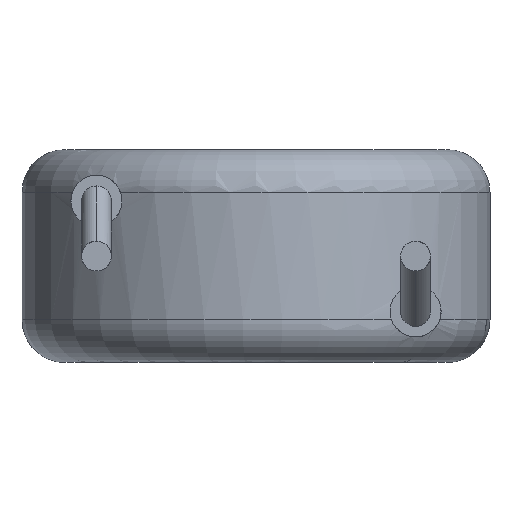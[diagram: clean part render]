
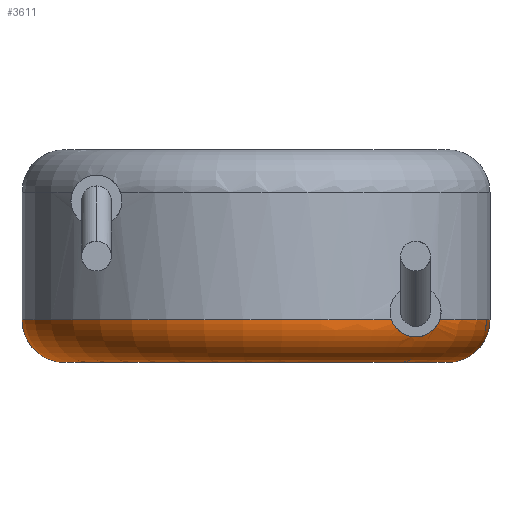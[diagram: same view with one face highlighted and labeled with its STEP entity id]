
A CAD part, front view. The second image highlights one B-rep face of the part: STEP entity #3611.
In plain terms, the highlighted toroidal (fillet/blend) face has major radius 4.5 mm and minor radius 1 mm.
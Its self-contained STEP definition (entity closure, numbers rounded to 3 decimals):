
#175 = EDGE_LOOP ( 'NONE', ( #3065, #3754, #2961, #3092, #1513, #278 ) ) ;
#230 = CIRCLE ( 'NONE', #3649, 5.5 ) ;
#276 = DIRECTION ( 'NONE',  ( 0., -1., 0. ) ) ;
#278 = ORIENTED_EDGE ( 'NONE', *, *, #2543, .F. ) ;
#289 = DIRECTION ( 'NONE',  ( 1., 0., 0. ) ) ;
#315 = CARTESIAN_POINT ( 'NONE',  ( -4.5, 0., 1. ) ) ;
#380 = EDGE_CURVE ( 'NONE', #1878, #3709, #456, .T. ) ;
#399 = CARTESIAN_POINT ( 'NONE',  ( 3.184, -4.484, 1. ) ) ;
#438 = CARTESIAN_POINT ( 'NONE',  ( 4.316, -3.41, 1. ) ) ;
#456 = CIRCLE ( 'NONE', #1593, 4.5 ) ;
#539 = CIRCLE ( 'NONE', #946, 1. ) ;
#768 = VERTEX_POINT ( 'NONE', #1939 ) ;
#815 = CIRCLE ( 'NONE', #1886, 1. ) ;
#887 = DIRECTION ( 'NONE',  ( 1., 0., 0. ) ) ;
#912 = CARTESIAN_POINT ( 'NONE',  ( 3.21, -4.466, 0.928 ) ) ;
#946 = AXIS2_PLACEMENT_3D ( 'NONE', #2084, #276, #3250 ) ;
#1017 = VERTEX_POINT ( 'NONE', #2794 ) ;
#1187 = AXIS2_PLACEMENT_3D ( 'NONE', #2958, #3019, #887 ) ;
#1196 = CARTESIAN_POINT ( 'NONE',  ( 3.246, -4.431, 0.868 ) ) ;
#1224 = CARTESIAN_POINT ( 'NONE',  ( 4.268, -3.47, 0.865 ) ) ;
#1283 = CARTESIAN_POINT ( 'NONE',  ( 5.5, 0., 1. ) ) ;
#1323 = CARTESIAN_POINT ( 'NONE',  ( 0., 0., 1. ) ) ;
#1344 = FACE_OUTER_BOUND ( 'NONE', #175, .T. ) ;
#1394 = DIRECTION ( 'NONE',  ( 0., 0., 1. ) ) ;
#1513 = ORIENTED_EDGE ( 'NONE', *, *, #3201, .T. ) ;
#1545 = CARTESIAN_POINT ( 'NONE',  ( -4.5, 0., 0. ) ) ;
#1593 = AXIS2_PLACEMENT_3D ( 'NONE', #3352, #3116, #1645 ) ;
#1645 = DIRECTION ( 'NONE',  ( 1., 0., 0. ) ) ;
#1700 = TOROIDAL_SURFACE ( 'NONE', #3477, 4.5, 1. ) ;
#1851 = CARTESIAN_POINT ( 'NONE',  ( 3.841, -3.82, 0.597 ) ) ;
#1854 = EDGE_CURVE ( 'NONE', #1905, #2814, #2853, .T. ) ;
#1865 = CARTESIAN_POINT ( 'NONE',  ( 3.374, -4.297, 0.729 ) ) ;
#1878 = VERTEX_POINT ( 'NONE', #2107 ) ;
#1886 = AXIS2_PLACEMENT_3D ( 'NONE', #315, #3251, #2648 ) ;
#1905 = VERTEX_POINT ( 'NONE', #438 ) ;
#1939 = CARTESIAN_POINT ( 'NONE',  ( -5.5, 0., 1. ) ) ;
#2068 = CARTESIAN_POINT ( 'NONE',  ( 3.517, -4.144, 0.636 ) ) ;
#2084 = CARTESIAN_POINT ( 'NONE',  ( 4.5, 0., 1. ) ) ;
#2107 = CARTESIAN_POINT ( 'NONE',  ( 4.5, 0., 0. ) ) ;
#2152 = EDGE_CURVE ( 'NONE', #3709, #768, #815, .T. ) ;
#2306 = CARTESIAN_POINT ( 'NONE',  ( 4.175, -3.541, 0.758 ) ) ;
#2404 = B_SPLINE_CURVE_WITH_KNOTS ( 'NONE', 3,
 ( #2686, #1224, #2306, #3488, #1851, #2979, #2068, #1865, #3031, #1196, #912, #399 ),
 .UNSPECIFIED., .F., .F.,
 ( 4, 2, 2, 2, 2, 4 ),
 ( 0., 0., 0.001, 0.001, 0.002, 0.002 ),
 .UNSPECIFIED. ) ;
#2514 = DIRECTION ( 'NONE',  ( 0., 0., 1. ) ) ;
#2543 = EDGE_CURVE ( 'NONE', #768, #1017, #230, .T. ) ;
#2648 = DIRECTION ( 'NONE',  ( -1., 0., 0. ) ) ;
#2686 = CARTESIAN_POINT ( 'NONE',  ( 4.316, -3.41, 1. ) ) ;
#2753 = EDGE_CURVE ( 'NONE', #1878, #2814, #539, .T. ) ;
#2794 = CARTESIAN_POINT ( 'NONE',  ( 3.184, -4.484, 1. ) ) ;
#2814 = VERTEX_POINT ( 'NONE', #1283 ) ;
#2853 = CIRCLE ( 'NONE', #1187, 5.5 ) ;
#2854 = DIRECTION ( 'NONE',  ( 1., 0., 0. ) ) ;
#2958 = CARTESIAN_POINT ( 'NONE',  ( 0., 0., 1. ) ) ;
#2961 = ORIENTED_EDGE ( 'NONE', *, *, #2753, .T. ) ;
#2979 = CARTESIAN_POINT ( 'NONE',  ( 3.622, -4.032, 0.604 ) ) ;
#3019 = DIRECTION ( 'NONE',  ( 0., 0., 1. ) ) ;
#3031 = CARTESIAN_POINT ( 'NONE',  ( 3.328, -4.347, 0.769 ) ) ;
#3065 = ORIENTED_EDGE ( 'NONE', *, *, #2152, .F. ) ;
#3092 = ORIENTED_EDGE ( 'NONE', *, *, #1854, .F. ) ;
#3116 = DIRECTION ( 'NONE',  ( 0., 0., -1. ) ) ;
#3201 = EDGE_CURVE ( 'NONE', #1905, #1017, #2404, .T. ) ;
#3250 = DIRECTION ( 'NONE',  ( 0., 0., -1. ) ) ;
#3251 = DIRECTION ( 'NONE',  ( 0., 1., 0. ) ) ;
#3352 = CARTESIAN_POINT ( 'NONE',  ( 0., 0., 0. ) ) ;
#3477 = AXIS2_PLACEMENT_3D ( 'NONE', #1323, #2514, #2854 ) ;
#3488 = CARTESIAN_POINT ( 'NONE',  ( 3.959, -3.717, 0.623 ) ) ;
#3611 = ADVANCED_FACE ( 'NONE', ( #1344 ), #1700, .T. ) ;
#3649 = AXIS2_PLACEMENT_3D ( 'NONE', #3715, #1394, #289 ) ;
#3709 = VERTEX_POINT ( 'NONE', #1545 ) ;
#3715 = CARTESIAN_POINT ( 'NONE',  ( 0., 0., 1. ) ) ;
#3754 = ORIENTED_EDGE ( 'NONE', *, *, #380, .F. ) ;
